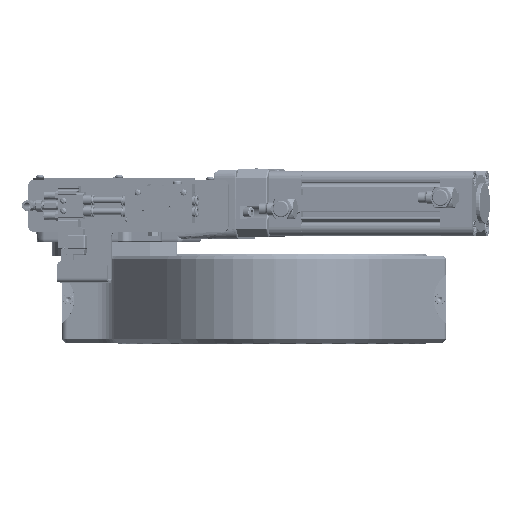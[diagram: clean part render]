
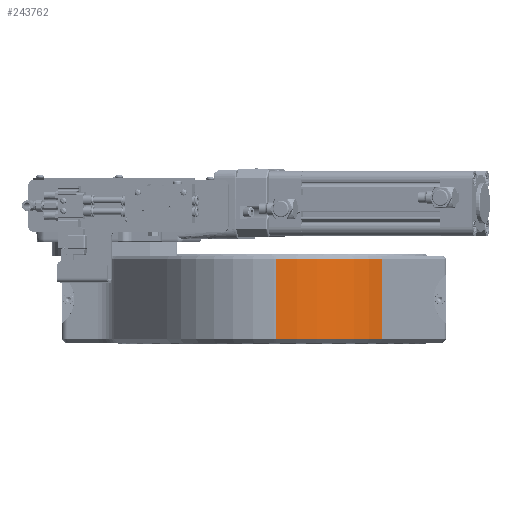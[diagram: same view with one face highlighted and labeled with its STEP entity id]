
A CAD part, left-side view. The second image highlights one B-rep face of the part: STEP entity #243762.
In plain terms, the highlighted cylindrical face has radius 127 mm (diameter 254 mm), a partial arc.
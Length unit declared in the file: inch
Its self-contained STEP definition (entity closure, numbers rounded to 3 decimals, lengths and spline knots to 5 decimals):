
#304 = EDGE_CURVE ( 'NONE', #34230, #120352, #226241, .T. ) ;
#3640 = VECTOR ( 'NONE', #108193, 39.37008 ) ;
#23511 = VECTOR ( 'NONE', #38710, 39.37008 ) ;
#28371 = DIRECTION ( 'NONE',  ( 0., 0., 1. ) ) ;
#30515 = ORIENTED_EDGE ( 'NONE', *, *, #216647, .T. ) ;
#34230 = VERTEX_POINT ( 'NONE', #174192 ) ;
#38710 = DIRECTION ( 'NONE',  ( 0., 0., -1. ) ) ;
#40023 = ORIENTED_EDGE ( 'NONE', *, *, #95935, .T. ) ;
#43902 = CARTESIAN_POINT ( 'NONE',  ( -11.84432, -4.24732, 0. ) ) ;
#75465 = CYLINDRICAL_SURFACE ( 'NONE', #277681, 5. ) ;
#76250 = CARTESIAN_POINT ( 'NONE',  ( -8.97643, -0.15156, -1.55323 ) ) ;
#80681 = CARTESIAN_POINT ( 'NONE',  ( -13.97643, -0.15156, -1.55323 ) ) ;
#88100 = CARTESIAN_POINT ( 'NONE',  ( -11.84432, -4.24732, 1.55323 ) ) ;
#95935 = EDGE_CURVE ( 'NONE', #107865, #200748, #269298, .T. ) ;
#101705 = ORIENTED_EDGE ( 'NONE', *, *, #304, .F. ) ;
#107865 = VERTEX_POINT ( 'NONE', #80681 ) ;
#108193 = DIRECTION ( 'NONE',  ( 0., 0., -1. ) ) ;
#120352 = VERTEX_POINT ( 'NONE', #88100 ) ;
#136792 = CARTESIAN_POINT ( 'NONE',  ( -8.97643, -0.15156, 1.55323 ) ) ;
#139764 = DIRECTION ( 'NONE',  ( 0., 0., -1. ) ) ;
#143497 = DIRECTION ( 'NONE',  ( 0., 0., 1. ) ) ;
#174192 = CARTESIAN_POINT ( 'NONE',  ( -13.97643, -0.15156, 1.55323 ) ) ;
#180554 = CARTESIAN_POINT ( 'NONE',  ( -13.97643, -0.15156, 0. ) ) ;
#182421 = EDGE_LOOP ( 'NONE', ( #101705, #30515, #40023, #242775 ) ) ;
#192646 = CARTESIAN_POINT ( 'NONE',  ( -8.97643, -0.15156, 1.55323 ) ) ;
#200748 = VERTEX_POINT ( 'NONE', #221979 ) ;
#205586 = FACE_OUTER_BOUND ( 'NONE', #182421, .T. ) ;
#207068 = AXIS2_PLACEMENT_3D ( 'NONE', #76250, #143497, #237632 ) ;
#210005 = DIRECTION ( 'NONE',  ( -1., 0., 0. ) ) ;
#216647 = EDGE_CURVE ( 'NONE', #34230, #107865, #294302, .T. ) ;
#221979 = CARTESIAN_POINT ( 'NONE',  ( -11.84432, -4.24732, -1.55323 ) ) ;
#226241 = CIRCLE ( 'NONE', #287215, 5. ) ;
#236056 = EDGE_CURVE ( 'NONE', #120352, #200748, #292174, .T. ) ;
#237632 = DIRECTION ( 'NONE',  ( -0.574, -0.819, 0. ) ) ;
#242775 = ORIENTED_EDGE ( 'NONE', *, *, #236056, .F. ) ;
#243762 = ADVANCED_FACE ( 'NONE', ( #205586 ), #75465, .T. ) ;
#269298 = CIRCLE ( 'NONE', #207068, 5. ) ;
#277681 = AXIS2_PLACEMENT_3D ( 'NONE', #136792, #139764, #210005 ) ;
#283967 = DIRECTION ( 'NONE',  ( -0.574, -0.819, 0. ) ) ;
#287215 = AXIS2_PLACEMENT_3D ( 'NONE', #192646, #28371, #283967 ) ;
#292174 = LINE ( 'NONE', #43902, #3640 ) ;
#294302 = LINE ( 'NONE', #180554, #23511 ) ;
